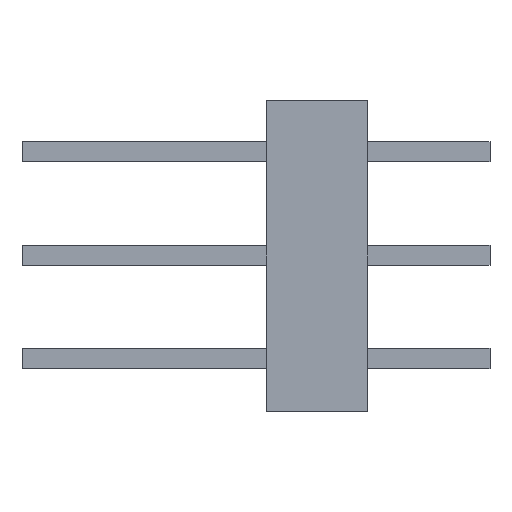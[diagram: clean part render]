
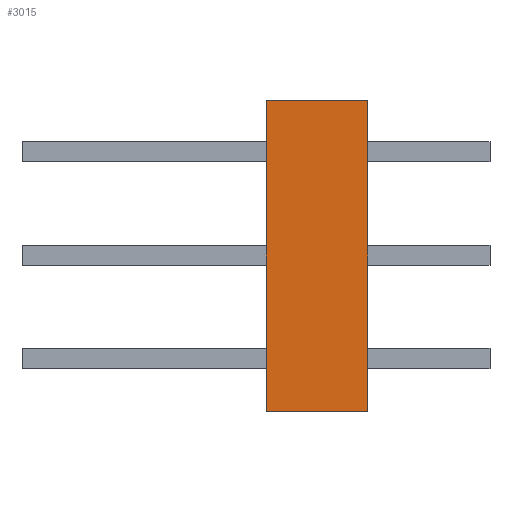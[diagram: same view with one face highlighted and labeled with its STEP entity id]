
A CAD part, left-side view. The second image highlights one B-rep face of the part: STEP entity #3015.
In plain terms, the highlighted planar face has unit normal (-1, 0, 0).
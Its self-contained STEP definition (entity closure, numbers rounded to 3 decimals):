
#183 = EDGE_CURVE ( 'NONE', #2619, #2896, #313, .T. ) ;
#234 = ORIENTED_EDGE ( 'NONE', *, *, #2063, .F. ) ;
#313 = LINE ( 'NONE', #866, #1565 ) ;
#547 = FACE_OUTER_BOUND ( 'NONE', #800, .T. ) ;
#557 = DIRECTION ( 'NONE',  ( 1., 0., 0. ) ) ;
#578 = CARTESIAN_POINT ( 'NONE',  ( -2.5, 0., 2.54 ) ) ;
#658 = VECTOR ( 'NONE', #2637, 1000. ) ;
#741 = CARTESIAN_POINT ( 'NONE',  ( -2.5, 2.5, -5.08 ) ) ;
#800 = EDGE_LOOP ( 'NONE', ( #1233, #2824, #234, #1564 ) ) ;
#840 = CARTESIAN_POINT ( 'NONE',  ( -2.5, 0., -5.08 ) ) ;
#849 = CARTESIAN_POINT ( 'NONE',  ( -2.5, 0., -5.08 ) ) ;
#856 = EDGE_CURVE ( 'NONE', #2896, #1601, #1312, .T. ) ;
#866 = CARTESIAN_POINT ( 'NONE',  ( -2.5, 2.5, 2.54 ) ) ;
#1233 = ORIENTED_EDGE ( 'NONE', *, *, #183, .T. ) ;
#1312 = LINE ( 'NONE', #849, #658 ) ;
#1553 = CARTESIAN_POINT ( 'NONE',  ( -2.5, 0., 2.54 ) ) ;
#1564 = ORIENTED_EDGE ( 'NONE', *, *, #2389, .F. ) ;
#1565 = VECTOR ( 'NONE', #2385, 1000. ) ;
#1601 = VERTEX_POINT ( 'NONE', #840 ) ;
#1674 = VERTEX_POINT ( 'NONE', #2888 ) ;
#1767 = CARTESIAN_POINT ( 'NONE',  ( -2.5, 2.5, 2.54 ) ) ;
#1945 = LINE ( 'NONE', #578, #2542 ) ;
#2002 = LINE ( 'NONE', #1553, #3283 ) ;
#2059 = CARTESIAN_POINT ( 'NONE',  ( -2.5, 0., 2.54 ) ) ;
#2063 = EDGE_CURVE ( 'NONE', #1674, #1601, #2002, .T. ) ;
#2312 = PLANE ( 'NONE',  #2343 ) ;
#2326 = DIRECTION ( 'NONE',  ( 0., 0., -1. ) ) ;
#2343 = AXIS2_PLACEMENT_3D ( 'NONE', #2059, #557, #2326 ) ;
#2350 = DIRECTION ( 'NONE',  ( 0., -1., 0. ) ) ;
#2385 = DIRECTION ( 'NONE',  ( 0., 0., -1. ) ) ;
#2389 = EDGE_CURVE ( 'NONE', #2619, #1674, #1945, .T. ) ;
#2542 = VECTOR ( 'NONE', #2350, 1000. ) ;
#2619 = VERTEX_POINT ( 'NONE', #1767 ) ;
#2637 = DIRECTION ( 'NONE',  ( 0., -1., 0. ) ) ;
#2824 = ORIENTED_EDGE ( 'NONE', *, *, #856, .T. ) ;
#2888 = CARTESIAN_POINT ( 'NONE',  ( -2.5, 0., 2.54 ) ) ;
#2896 = VERTEX_POINT ( 'NONE', #741 ) ;
#3015 = ADVANCED_FACE ( 'NONE', ( #547 ), #2312, .F. ) ;
#3116 = DIRECTION ( 'NONE',  ( 0., 0., -1. ) ) ;
#3283 = VECTOR ( 'NONE', #3116, 1000. ) ;
